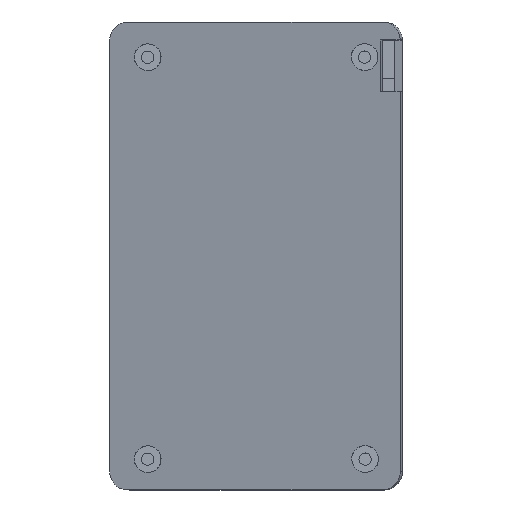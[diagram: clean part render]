
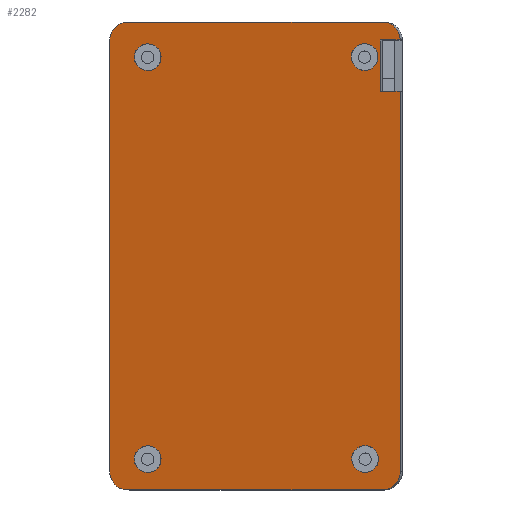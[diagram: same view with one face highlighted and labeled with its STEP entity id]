
A CAD part, top view. The second image highlights one B-rep face of the part: STEP entity #2282.
In plain terms, the highlighted planar face has unit normal (-0.259, 0, 0.966).
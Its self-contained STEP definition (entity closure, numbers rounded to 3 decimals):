
#37=ELLIPSE('',#2505,2.692,2.6);
#38=ELLIPSE('',#2507,2.692,2.6);
#39=ELLIPSE('',#2511,3.623,3.5);
#40=ELLIPSE('',#2512,3.623,3.5);
#41=ELLIPSE('',#2513,3.623,3.5);
#42=ELLIPSE('',#2514,3.623,3.5);
#43=ELLIPSE('',#2515,2.692,2.6);
#44=ELLIPSE('',#2516,2.692,2.6);
#93=FACE_BOUND('',#449,.T.);
#94=FACE_BOUND('',#450,.T.);
#95=FACE_BOUND('',#451,.T.);
#96=FACE_BOUND('',#452,.T.);
#154=PLANE('',#2510);
#274=FACE_OUTER_BOUND('',#448,.T.);
#448=EDGE_LOOP('',(#1910,#1911,#1912,#1913,#1914,#1915,#1916,#1917,#1918,
#1919,#1920));
#449=EDGE_LOOP('',(#1921));
#450=EDGE_LOOP('',(#1922));
#451=EDGE_LOOP('',(#1923));
#452=EDGE_LOOP('',(#1924));
#625=LINE('',#3644,#838);
#629=LINE('',#3652,#842);
#632=LINE('',#3658,#845);
#633=LINE('',#3662,#846);
#634=LINE('',#3666,#847);
#635=LINE('',#3670,#848);
#636=LINE('',#3673,#849);
#838=VECTOR('',#3009,10.);
#842=VECTOR('',#3015,10.);
#845=VECTOR('',#3020,10.);
#846=VECTOR('',#3023,10.);
#847=VECTOR('',#3026,10.);
#848=VECTOR('',#3029,10.);
#849=VECTOR('',#3032,10.);
#1140=VERTEX_POINT('',#3634);
#1141=VERTEX_POINT('',#3638);
#1142=VERTEX_POINT('',#3642);
#1143=VERTEX_POINT('',#3643);
#1146=VERTEX_POINT('',#3651);
#1148=VERTEX_POINT('',#3657);
#1149=VERTEX_POINT('',#3659);
#1150=VERTEX_POINT('',#3661);
#1151=VERTEX_POINT('',#3663);
#1152=VERTEX_POINT('',#3665);
#1153=VERTEX_POINT('',#3667);
#1154=VERTEX_POINT('',#3669);
#1155=VERTEX_POINT('',#3671);
#1156=VERTEX_POINT('',#3674);
#1157=VERTEX_POINT('',#3676);
#1411=EDGE_CURVE('',#1140,#1140,#37,.T.);
#1413=EDGE_CURVE('',#1141,#1141,#38,.T.);
#1414=EDGE_CURVE('',#1142,#1143,#625,.T.);
#1418=EDGE_CURVE('',#1146,#1142,#629,.T.);
#1421=EDGE_CURVE('',#1148,#1146,#632,.T.);
#1422=EDGE_CURVE('',#1143,#1149,#39,.T.);
#1423=EDGE_CURVE('',#1149,#1150,#633,.T.);
#1424=EDGE_CURVE('',#1150,#1151,#40,.T.);
#1425=EDGE_CURVE('',#1151,#1152,#634,.T.);
#1426=EDGE_CURVE('',#1152,#1153,#41,.T.);
#1427=EDGE_CURVE('',#1153,#1154,#635,.T.);
#1428=EDGE_CURVE('',#1154,#1155,#42,.T.);
#1429=EDGE_CURVE('',#1155,#1148,#636,.T.);
#1430=EDGE_CURVE('',#1156,#1156,#43,.T.);
#1431=EDGE_CURVE('',#1157,#1157,#44,.T.);
#1910=ORIENTED_EDGE('',*,*,#1421,.T.);
#1911=ORIENTED_EDGE('',*,*,#1418,.T.);
#1912=ORIENTED_EDGE('',*,*,#1414,.T.);
#1913=ORIENTED_EDGE('',*,*,#1422,.T.);
#1914=ORIENTED_EDGE('',*,*,#1423,.T.);
#1915=ORIENTED_EDGE('',*,*,#1424,.T.);
#1916=ORIENTED_EDGE('',*,*,#1425,.T.);
#1917=ORIENTED_EDGE('',*,*,#1426,.T.);
#1918=ORIENTED_EDGE('',*,*,#1427,.T.);
#1919=ORIENTED_EDGE('',*,*,#1428,.T.);
#1920=ORIENTED_EDGE('',*,*,#1429,.T.);
#1921=ORIENTED_EDGE('',*,*,#1430,.T.);
#1922=ORIENTED_EDGE('',*,*,#1431,.T.);
#1923=ORIENTED_EDGE('',*,*,#1411,.T.);
#1924=ORIENTED_EDGE('',*,*,#1413,.T.);
#2282=ADVANCED_FACE('',(#274,#93,#94,#95,#96),#154,.T.);
#2505=AXIS2_PLACEMENT_3D('',#3636,#3000,#3001);
#2507=AXIS2_PLACEMENT_3D('',#3640,#3005,#3006);
#2510=AXIS2_PLACEMENT_3D('',#3656,#3018,#3019);
#2511=AXIS2_PLACEMENT_3D('',#3660,#3021,#3022);
#2512=AXIS2_PLACEMENT_3D('',#3664,#3024,#3025);
#2513=AXIS2_PLACEMENT_3D('',#3668,#3027,#3028);
#2514=AXIS2_PLACEMENT_3D('',#3672,#3030,#3031);
#2515=AXIS2_PLACEMENT_3D('',#3675,#3033,#3034);
#2516=AXIS2_PLACEMENT_3D('',#3677,#3035,#3036);
#3000=DIRECTION('center_axis',(0.259,0.,
-0.966));
#3001=DIRECTION('ref_axis',(0.966,0.,0.259));
#3005=DIRECTION('center_axis',(0.259,0.,
-0.966));
#3006=DIRECTION('ref_axis',(0.966,0.,0.259));
#3009=DIRECTION('',(0.966,0.,0.259));
#3015=DIRECTION('',(0.,1.,0.));
#3018=DIRECTION('center_axis',(-0.259,0.,
0.966));
#3019=DIRECTION('ref_axis',(0.966,0.,0.259));
#3020=DIRECTION('',(-0.966,0.,-0.259));
#3021=DIRECTION('center_axis',(-0.259,0.,0.966));
#3022=DIRECTION('ref_axis',(0.966,0.,0.259));
#3023=DIRECTION('',(-0.966,0.,-0.259));
#3024=DIRECTION('center_axis',(-0.259,0.,0.966));
#3025=DIRECTION('ref_axis',(-0.966,0.,-0.259));
#3026=DIRECTION('',(0.,-1.,0.));
#3027=DIRECTION('center_axis',(-0.259,0.,0.966));
#3028=DIRECTION('ref_axis',(-0.966,0.,-0.259));
#3029=DIRECTION('',(0.966,0.,0.259));
#3030=DIRECTION('center_axis',(-0.259,0.,0.966));
#3031=DIRECTION('ref_axis',(0.966,0.,0.259));
#3032=DIRECTION('',(0.,1.,0.));
#3033=DIRECTION('center_axis',(0.259,0.,
-0.966));
#3034=DIRECTION('ref_axis',(0.966,0.,0.259));
#3035=DIRECTION('center_axis',(0.259,0.,
-0.966));
#3036=DIRECTION('ref_axis',(0.966,0.,0.259));
#3634=CARTESIAN_POINT('',(-22.126,-39.523,2.828));
#3636=CARTESIAN_POINT('Origin',(-19.526,-39.523,3.525));
#3638=CARTESIAN_POINT('',(-22.126,38.677,2.828));
#3640=CARTESIAN_POINT('Origin',(-19.526,38.677,3.525));
#3642=CARTESIAN_POINT('',(25.722,42.,15.649));
#3643=CARTESIAN_POINT('',(29.586,42.,16.685));
#3644=CARTESIAN_POINT('',(15.461,42.,12.9));
#3651=CARTESIAN_POINT('',(25.722,32.,15.649));
#3652=CARTESIAN_POINT('',(25.722,21.,15.649));
#3656=CARTESIAN_POINT('Origin',(1.336,0.,9.115));
#3657=CARTESIAN_POINT('',(29.586,32.,16.685));
#3658=CARTESIAN_POINT('',(13.529,32.,12.382));
#3659=CARTESIAN_POINT('',(26.086,45.5,15.747));
#3660=CARTESIAN_POINT('Origin',(26.086,42.,15.747));
#3661=CARTESIAN_POINT('',(-23.414,45.5,2.483));
#3662=CARTESIAN_POINT('',(12.552,45.5,12.12));
#3663=CARTESIAN_POINT('',(-26.914,42.,1.545));
#3664=CARTESIAN_POINT('Origin',(-23.414,42.,2.483));
#3665=CARTESIAN_POINT('',(-26.914,-42.,1.545));
#3666=CARTESIAN_POINT('',(-26.914,42.,1.545));
#3667=CARTESIAN_POINT('',(-23.414,-45.5,2.483));
#3668=CARTESIAN_POINT('Origin',(-23.414,-42.,2.483));
#3669=CARTESIAN_POINT('',(26.086,-45.5,15.747));
#3670=CARTESIAN_POINT('',(-10.54,-45.5,5.933));
#3671=CARTESIAN_POINT('',(29.586,-42.,16.685));
#3672=CARTESIAN_POINT('Origin',(26.086,-42.,15.747));
#3673=CARTESIAN_POINT('',(29.586,-21.,16.685));
#3674=CARTESIAN_POINT('',(20.174,-39.523,14.163));
#3675=CARTESIAN_POINT('Origin',(22.774,-39.523,14.859));
#3676=CARTESIAN_POINT('',(20.074,38.677,14.136));
#3677=CARTESIAN_POINT('Origin',(22.674,38.677,14.833));
